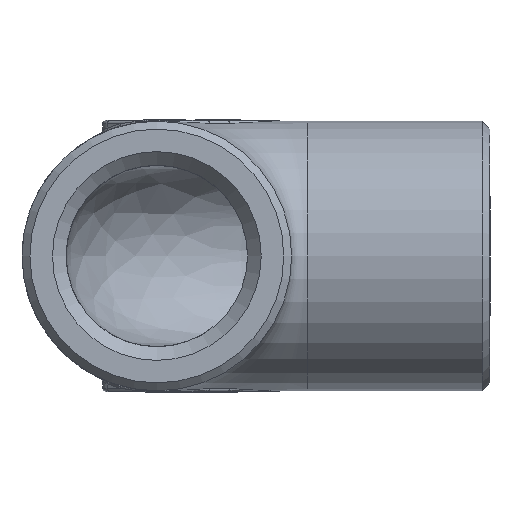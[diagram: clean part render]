
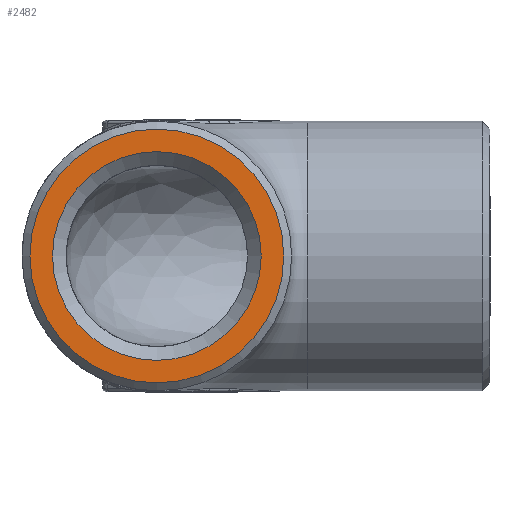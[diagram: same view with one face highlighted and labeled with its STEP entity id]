
A CAD part, front view. The second image highlights one B-rep face of the part: STEP entity #2482.
In plain terms, the highlighted planar face has unit normal (0, -1, 0).
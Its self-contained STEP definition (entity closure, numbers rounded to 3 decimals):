
#144 = CARTESIAN_POINT ( 'NONE',  ( 0., 0., 0. ) ) ;
#454 = FACE_OUTER_BOUND ( 'NONE', #13591, .T. ) ;
#2068 = FACE_BOUND ( 'NONE', #17546, .T. ) ;
#2168 = DIRECTION ( 'NONE',  ( 0., -1., 0. ) ) ;
#2255 = AXIS2_PLACEMENT_3D ( 'NONE', #144, #13512, #20109 ) ;
#2482 = ADVANCED_FACE ( 'NONE', ( #454, #2068 ), #14953, .F. ) ;
#2947 = EDGE_CURVE ( 'NONE', #8390, #8390, #5335, .T. ) ;
#5227 = ORIENTED_EDGE ( 'NONE', *, *, #2947, .T. ) ;
#5335 = CIRCLE ( 'NONE', #9136, 8. ) ;
#7984 = EDGE_CURVE ( 'NONE', #10123, #10123, #15929, .T. ) ;
#8390 = VERTEX_POINT ( 'NONE', #13371 ) ;
#8503 = CARTESIAN_POINT ( 'NONE',  ( 0., 0., -6.579 ) ) ;
#8644 = CARTESIAN_POINT ( 'NONE',  ( 0., 0., 0. ) ) ;
#8863 = DIRECTION ( 'NONE',  ( 0., -1., 0. ) ) ;
#9136 = AXIS2_PLACEMENT_3D ( 'NONE', #8644, #8863, #10459 ) ;
#10123 = VERTEX_POINT ( 'NONE', #8503 ) ;
#10459 = DIRECTION ( 'NONE',  ( 0., 0., 1. ) ) ;
#10635 = ORIENTED_EDGE ( 'NONE', *, *, #7984, .F. ) ;
#13371 = CARTESIAN_POINT ( 'NONE',  ( 0., 0., 8. ) ) ;
#13512 = DIRECTION ( 'NONE',  ( 0., 1., 0. ) ) ;
#13591 = EDGE_LOOP ( 'NONE', ( #5227 ) ) ;
#13717 = DIRECTION ( 'NONE',  ( 0., 0., -1. ) ) ;
#14882 = AXIS2_PLACEMENT_3D ( 'NONE', #16999, #2168, #13717 ) ;
#14953 = PLANE ( 'NONE',  #2255 ) ;
#15929 = CIRCLE ( 'NONE', #14882, 6.579 ) ;
#16999 = CARTESIAN_POINT ( 'NONE',  ( 0., 0., 0. ) ) ;
#17546 = EDGE_LOOP ( 'NONE', ( #10635 ) ) ;
#20109 = DIRECTION ( 'NONE',  ( 0., 0., 1. ) ) ;
